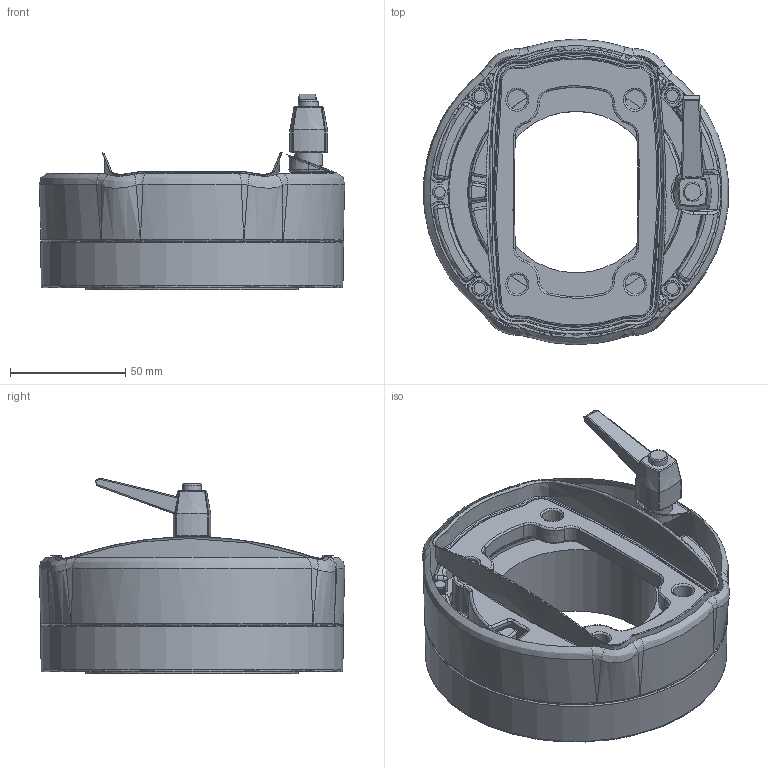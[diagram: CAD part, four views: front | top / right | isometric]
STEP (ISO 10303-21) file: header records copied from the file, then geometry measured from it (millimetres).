
FILE_DESCRIPTION (( 'STEP AP214' ), '1' );
FILE_NAME ('TK120.320.STEP', '2024-08-06T17:35:38', ( '' ), ( '' ), 'SwSTEP 2.0', 'SolidWorks 2023', '' );
FILE_SCHEMA (( 'AUTOMOTIVE_DESIGN' ));
Length unit declared in the file: inch
Products named in the file (1): TK120.320
Bounding box: 132.31 x 132.46 x 84.83 mm (x, y, z)
Volume: 164132.6 mm3; surface area: 103718.8 mm2
Topology: 1 solids, 83 shells, 1482 faces, 3486 edges, 2121 vertices
Faces by surface type: cone 395, torus 390, bspline 237, plane 222, cylinder 194, sphere 44
Full cylindrical faces by diameter (mm): 5 x28, 6 x59, 8.2 x1, 10 x4, 11.919 x1, 70 x1, 92 x2
Entity records: 92282 total; most frequent: CARTESIAN_POINT 65164, DIRECTION 5424, ORIENTED_EDGE 4986, AXIS2_PLACEMENT_3D 2606, EDGE_CURVE 2493, EDGE_LOOP 2133, FACE_OUTER_BOUND 1731, VERTEX_POINT 1726
